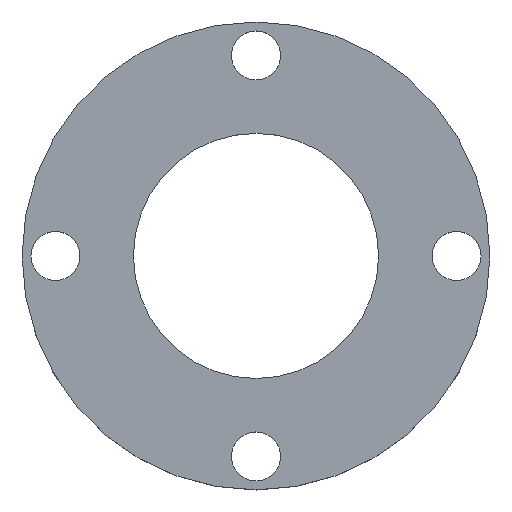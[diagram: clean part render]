
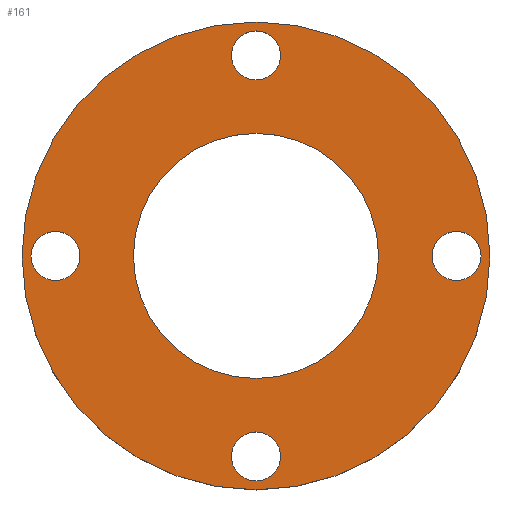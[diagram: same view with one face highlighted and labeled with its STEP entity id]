
A CAD part, top view. The second image highlights one B-rep face of the part: STEP entity #161.
In plain terms, the highlighted planar face has unit normal (0, 0, 1).
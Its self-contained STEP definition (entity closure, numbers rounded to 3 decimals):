
#20=PLANE('',#194);
#33=ORIENTED_EDGE('',*,*,#51,.T.);
#34=ORIENTED_EDGE('',*,*,#53,.T.);
#35=ORIENTED_EDGE('',*,*,#55,.T.);
#36=ORIENTED_EDGE('',*,*,#61,.T.);
#37=ORIENTED_EDGE('',*,*,#58,.T.);
#38=ORIENTED_EDGE('',*,*,#59,.F.);
#51=EDGE_CURVE('',#65,#65,#79,.T.);
#53=EDGE_CURVE('',#67,#67,#81,.T.);
#55=EDGE_CURVE('',#69,#69,#83,.T.);
#58=EDGE_CURVE('',#72,#72,#86,.T.);
#59=EDGE_CURVE('',#73,#73,#87,.T.);
#61=EDGE_CURVE('',#75,#75,#89,.T.);
#65=VERTEX_POINT('',#256);
#67=VERTEX_POINT('',#261);
#69=VERTEX_POINT('',#266);
#72=VERTEX_POINT('',#273);
#73=VERTEX_POINT('',#276);
#75=VERTEX_POINT('',#281);
#79=CIRCLE('',#180,1.1);
#81=CIRCLE('',#183,1.1);
#83=CIRCLE('',#186,1.1);
#86=CIRCLE('',#190,5.5);
#87=CIRCLE('',#192,10.5);
#89=CIRCLE('',#195,1.1);
#103=EDGE_LOOP('',(#33));
#104=EDGE_LOOP('',(#34));
#105=EDGE_LOOP('',(#35));
#106=EDGE_LOOP('',(#36));
#107=EDGE_LOOP('',(#37));
#108=EDGE_LOOP('',(#38));
#131=FACE_BOUND('',#103,.T.);
#132=FACE_BOUND('',#104,.T.);
#133=FACE_BOUND('',#105,.T.);
#134=FACE_BOUND('',#106,.T.);
#135=FACE_BOUND('',#107,.T.);
#136=FACE_BOUND('',#108,.T.);
#161=ADVANCED_FACE('',(#131,#132,#133,#134,#135,#136),#20,.F.);
#180=AXIS2_PLACEMENT_3D('',#255,#207,#208);
#183=AXIS2_PLACEMENT_3D('',#260,#213,#214);
#186=AXIS2_PLACEMENT_3D('',#265,#219,#220);
#190=AXIS2_PLACEMENT_3D('',#272,#227,#228);
#192=AXIS2_PLACEMENT_3D('',#275,#231,#232);
#194=AXIS2_PLACEMENT_3D('',#279,#235,#236);
#195=AXIS2_PLACEMENT_3D('',#280,#237,#238);
#207=DIRECTION('',(0.,0.,-1.));
#208=DIRECTION('',(0.,1.,0.));
#213=DIRECTION('',(0.,0.,-1.));
#214=DIRECTION('',(1.,0.,0.));
#219=DIRECTION('',(0.,0.,-1.));
#220=DIRECTION('',(0.,-1.,0.));
#227=DIRECTION('',(0.,0.,-1.));
#228=DIRECTION('',(1.,0.,0.));
#231=DIRECTION('',(0.,0.,-1.));
#232=DIRECTION('',(1.,0.,0.));
#235=DIRECTION('',(0.,0.,-1.));
#236=DIRECTION('',(-1.,0.,0.));
#237=DIRECTION('',(0.,0.,-1.));
#238=DIRECTION('',(-1.,0.,0.));
#255=CARTESIAN_POINT('',(9.,0.,3.));
#256=CARTESIAN_POINT('',(9.,1.1,3.));
#260=CARTESIAN_POINT('',(0.,-9.,3.));
#261=CARTESIAN_POINT('',(1.1,-9.,3.));
#265=CARTESIAN_POINT('',(-9.,0.,3.));
#266=CARTESIAN_POINT('',(-9.,-1.1,3.));
#272=CARTESIAN_POINT('',(0.,0.,3.));
#273=CARTESIAN_POINT('',(5.5,0.,3.));
#275=CARTESIAN_POINT('',(0.,0.,3.));
#276=CARTESIAN_POINT('',(10.5,0.,3.));
#279=CARTESIAN_POINT('',(0.,0.,3.));
#280=CARTESIAN_POINT('',(0.,9.,3.));
#281=CARTESIAN_POINT('',(-1.1,9.,3.));
